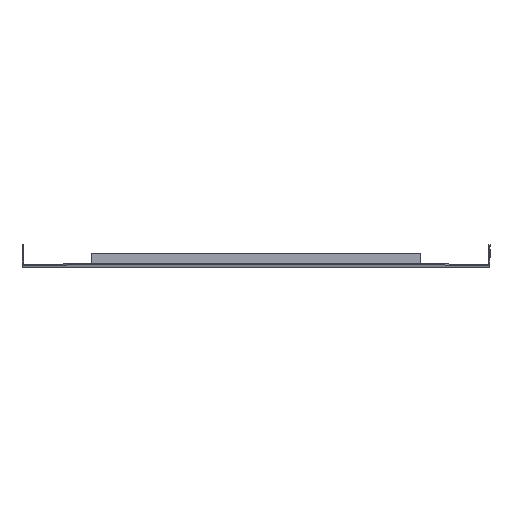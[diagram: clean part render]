
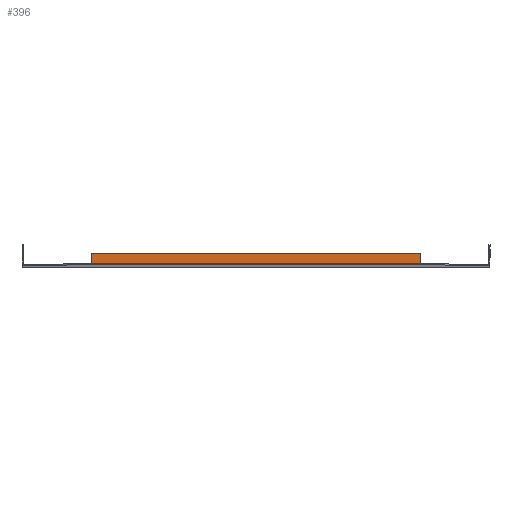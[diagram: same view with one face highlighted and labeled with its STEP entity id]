
A CAD part, top view. The second image highlights one B-rep face of the part: STEP entity #396.
In plain terms, the highlighted planar face has unit normal (0, 0, 1).
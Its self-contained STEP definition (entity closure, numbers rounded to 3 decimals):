
#184 = VERTEX_POINT ( 'NONE', #1148 ) ;
#378 = AXIS2_PLACEMENT_3D ( 'NONE', #918, #1125, #1733 ) ;
#396 = ADVANCED_FACE ( 'NONE', ( #1535 ), #727, .T. ) ;
#409 = CARTESIAN_POINT ( 'NONE',  ( 0., -1.5, 1044. ) ) ;
#497 = VECTOR ( 'NONE', #2234, 1000. ) ;
#537 = CARTESIAN_POINT ( 'NONE',  ( -245., 0., 1044. ) ) ;
#590 = LINE ( 'NONE', #2019, #1284 ) ;
#612 = VERTEX_POINT ( 'NONE', #1117 ) ;
#658 = DIRECTION ( 'NONE',  ( 1., 0., 0. ) ) ;
#727 = PLANE ( 'NONE',  #378 ) ;
#747 = DIRECTION ( 'NONE',  ( 0., -1., 0. ) ) ;
#819 = LINE ( 'NONE', #1429, #497 ) ;
#918 = CARTESIAN_POINT ( 'NONE',  ( 0., 0., 1044. ) ) ;
#990 = EDGE_LOOP ( 'NONE', ( #1050, #2074, #1973, #1369 ) ) ;
#1050 = ORIENTED_EDGE ( 'NONE', *, *, #1744, .T. ) ;
#1106 = CARTESIAN_POINT ( 'NONE',  ( 245., 15., 1044. ) ) ;
#1117 = CARTESIAN_POINT ( 'NONE',  ( -245., 15., 1044. ) ) ;
#1125 = DIRECTION ( 'NONE',  ( 0., 0., 1. ) ) ;
#1148 = CARTESIAN_POINT ( 'NONE',  ( -245., -1.5, 1044. ) ) ;
#1175 = LINE ( 'NONE', #537, #1618 ) ;
#1284 = VECTOR ( 'NONE', #1777, 1000. ) ;
#1369 = ORIENTED_EDGE ( 'NONE', *, *, #1555, .T. ) ;
#1429 = CARTESIAN_POINT ( 'NONE',  ( 245., 15., 1044. ) ) ;
#1535 = FACE_OUTER_BOUND ( 'NONE', #990, .T. ) ;
#1555 = EDGE_CURVE ( 'NONE', #2018, #612, #819, .T. ) ;
#1618 = VECTOR ( 'NONE', #747, 1000. ) ;
#1620 = VECTOR ( 'NONE', #658, 1000. ) ;
#1733 = DIRECTION ( 'NONE',  ( 0., -1., 0. ) ) ;
#1744 = EDGE_CURVE ( 'NONE', #612, #184, #1175, .T. ) ;
#1777 = DIRECTION ( 'NONE',  ( 0., 1., 0. ) ) ;
#1795 = CARTESIAN_POINT ( 'NONE',  ( 245., -1.5, 1044. ) ) ;
#1973 = ORIENTED_EDGE ( 'NONE', *, *, #2288, .T. ) ;
#2018 = VERTEX_POINT ( 'NONE', #1106 ) ;
#2019 = CARTESIAN_POINT ( 'NONE',  ( 245., 0., 1044. ) ) ;
#2074 = ORIENTED_EDGE ( 'NONE', *, *, #2439, .T. ) ;
#2234 = DIRECTION ( 'NONE',  ( -1., 0., 0. ) ) ;
#2288 = EDGE_CURVE ( 'NONE', #2332, #2018, #590, .T. ) ;
#2332 = VERTEX_POINT ( 'NONE', #1795 ) ;
#2434 = LINE ( 'NONE', #409, #1620 ) ;
#2439 = EDGE_CURVE ( 'NONE', #184, #2332, #2434, .T. ) ;
